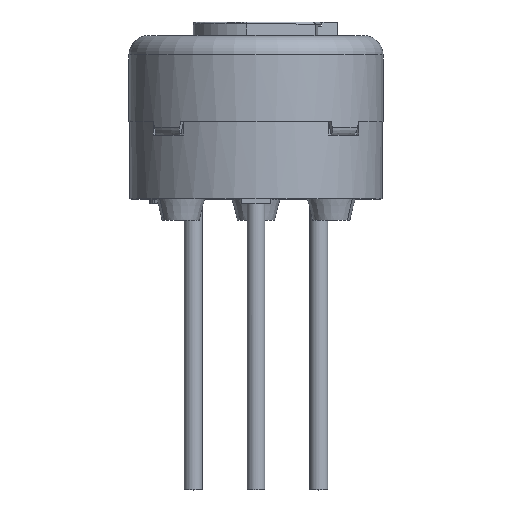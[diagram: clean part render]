
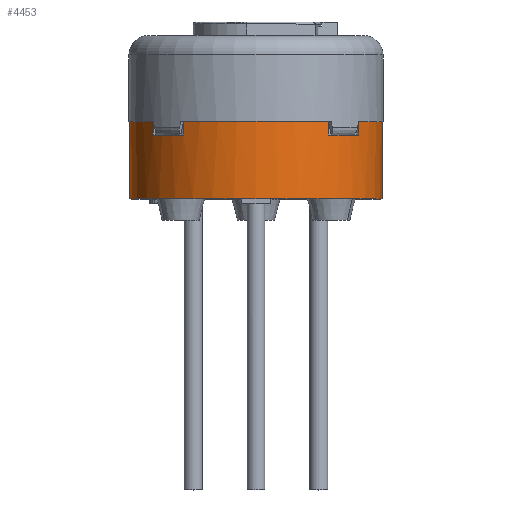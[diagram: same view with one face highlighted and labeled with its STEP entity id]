
A CAD part, top view. The second image highlights one B-rep face of the part: STEP entity #4453.
In plain terms, the highlighted cylindrical face has radius 3.315 mm (diameter 6.629 mm), a partial arc.
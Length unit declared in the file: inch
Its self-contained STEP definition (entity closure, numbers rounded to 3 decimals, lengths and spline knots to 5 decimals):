
#773=CARTESIAN_POINT('',(0.,0.102,0.));
#774=DIRECTION('',(0.,1.,0.));
#775=DIRECTION('',(-1.,0.,0.));
#776=AXIS2_PLACEMENT_3D('',#773,#774,#775);
#778=DIRECTION('',(0.,1.,0.));
#779=VECTOR('',#778,0.014);
#780=CARTESIAN_POINT('',(-0.10651,0.088,0.0754));
#781=LINE('',#780,#779);
#782=CARTESIAN_POINT('',(0.,0.088,0.));
#783=DIRECTION('',(0.,1.,0.));
#784=DIRECTION('',(-0.816,0.,0.578));
#785=AXIS2_PLACEMENT_3D('',#782,#783,#784);
#787=DIRECTION('',(0.,1.,0.));
#788=VECTOR('',#787,0.014);
#789=CARTESIAN_POINT('',(-0.0754,0.088,0.10651));
#790=LINE('',#789,#788);
#791=CARTESIAN_POINT('',(0.,0.102,0.));
#792=DIRECTION('',(0.,1.,0.));
#793=DIRECTION('',(-0.578,0.,0.816));
#794=AXIS2_PLACEMENT_3D('',#791,#792,#793);
#796=DIRECTION('',(0.,1.,0.));
#797=VECTOR('',#796,0.014);
#798=CARTESIAN_POINT('',(0.0754,0.088,0.10651));
#799=LINE('',#798,#797);
#800=CARTESIAN_POINT('',(0.,0.088,0.));
#801=DIRECTION('',(0.,1.,0.));
#802=DIRECTION('',(0.578,0.,0.816));
#803=AXIS2_PLACEMENT_3D('',#800,#801,#802);
#805=DIRECTION('',(0.,1.,0.));
#806=VECTOR('',#805,0.014);
#807=CARTESIAN_POINT('',(0.10651,0.088,0.0754));
#808=LINE('',#807,#806);
#809=CARTESIAN_POINT('',(0.,0.102,0.));
#810=DIRECTION('',(0.,1.,0.));
#811=DIRECTION('',(0.816,0.,0.578));
#812=AXIS2_PLACEMENT_3D('',#809,#810,#811);
#814=DIRECTION('',(0.,1.,0.));
#815=VECTOR('',#814,0.08);
#816=CARTESIAN_POINT('',(0.1305,0.022,0.));
#817=LINE('',#816,#815);
#818=CARTESIAN_POINT('',(0.,0.022,0.));
#819=DIRECTION('',(0.,-1.,0.));
#820=DIRECTION('',(1.,0.,0.));
#821=AXIS2_PLACEMENT_3D('',#818,#819,#820);
#823=DIRECTION('',(0.,1.,0.));
#824=VECTOR('',#823,0.08);
#825=CARTESIAN_POINT('',(-0.1305,0.022,0.));
#826=LINE('',#825,#824);
#3026=CARTESIAN_POINT('',(0.1305,0.022,0.));
#3027=CARTESIAN_POINT('',(-0.1305,0.022,0.));
#3028=VERTEX_POINT('',#3026);
#3029=VERTEX_POINT('',#3027);
#3109=CARTESIAN_POINT('',(-0.10651,0.088,0.0754));
#3110=CARTESIAN_POINT('',(-0.0754,0.088,0.10651));
#3111=VERTEX_POINT('',#3109);
#3112=VERTEX_POINT('',#3110);
#3113=CARTESIAN_POINT('',(0.0754,0.088,0.10651));
#3114=CARTESIAN_POINT('',(0.10651,0.088,0.0754));
#3115=VERTEX_POINT('',#3113);
#3116=VERTEX_POINT('',#3114);
#3539=CARTESIAN_POINT('',(0.1305,0.102,0.));
#3541=VERTEX_POINT('',#3539);
#3544=CARTESIAN_POINT('',(-0.1305,0.102,0.));
#3546=VERTEX_POINT('',#3544);
#3547=CARTESIAN_POINT('',(-0.10651,0.102,0.0754));
#3548=VERTEX_POINT('',#3547);
#3549=CARTESIAN_POINT('',(-0.0754,0.102,0.10651));
#3550=CARTESIAN_POINT('',(0.0754,0.102,0.10651));
#3551=VERTEX_POINT('',#3549);
#3552=VERTEX_POINT('',#3550);
#3553=CARTESIAN_POINT('',(0.10651,0.102,0.0754));
#3554=VERTEX_POINT('',#3553);
#4429=CARTESIAN_POINT('',(0.,0.018,0.));
#4430=DIRECTION('',(0.,1.,0.));
#4431=DIRECTION('',(1.,0.,0.));
#4432=AXIS2_PLACEMENT_3D('',#4429,#4430,#4431);
#4433=CYLINDRICAL_SURFACE('',#4432,0.1305);
#4434=ORIENTED_EDGE('',*,*,#4312,.T.);
#4436=ORIENTED_EDGE('',*,*,#4435,.F.);
#4438=ORIENTED_EDGE('',*,*,#4437,.T.);
#4440=ORIENTED_EDGE('',*,*,#4439,.T.);
#4442=ORIENTED_EDGE('',*,*,#4441,.T.);
#4443=ORIENTED_EDGE('',*,*,#4422,.F.);
#4444=ORIENTED_EDGE('',*,*,#4393,.T.);
#4446=ORIENTED_EDGE('',*,*,#4445,.T.);
#4447=ORIENTED_EDGE('',*,*,#4175,.T.);
#4448=ORIENTED_EDGE('',*,*,#4160,.F.);
#4449=ORIENTED_EDGE('',*,*,#3854,.T.);
#4450=ORIENTED_EDGE('',*,*,#4152,.T.);
#4451=EDGE_LOOP('',(#4434,#4436,#4438,#4440,#4442,#4443,#4444,#4446,#4447,#4448,
#4449,#4450));
#4452=FACE_OUTER_BOUND('',#4451,.F.);
#4453=ADVANCED_FACE('',(#4452),#4433,.T.);
#777=CIRCLE('',#776,0.1305);
#786=CIRCLE('',#785,0.1305);
#795=CIRCLE('',#794,0.1305);
#804=CIRCLE('',#803,0.1305);
#813=CIRCLE('',#812,0.1305);
#822=CIRCLE('',#821,0.1305);
#3854=EDGE_CURVE('',#3028,#3029,#822,.T.);
#4152=EDGE_CURVE('',#3029,#3546,#826,.T.);
#4160=EDGE_CURVE('',#3028,#3541,#817,.T.);
#4175=EDGE_CURVE('',#3554,#3541,#813,.T.);
#4312=EDGE_CURVE('',#3546,#3548,#777,.T.);
#4393=EDGE_CURVE('',#3115,#3116,#804,.T.);
#4422=EDGE_CURVE('',#3115,#3552,#799,.T.);
#4435=EDGE_CURVE('',#3111,#3548,#781,.T.);
#4437=EDGE_CURVE('',#3111,#3112,#786,.T.);
#4439=EDGE_CURVE('',#3112,#3551,#790,.T.);
#4441=EDGE_CURVE('',#3551,#3552,#795,.T.);
#4445=EDGE_CURVE('',#3116,#3554,#808,.T.);
